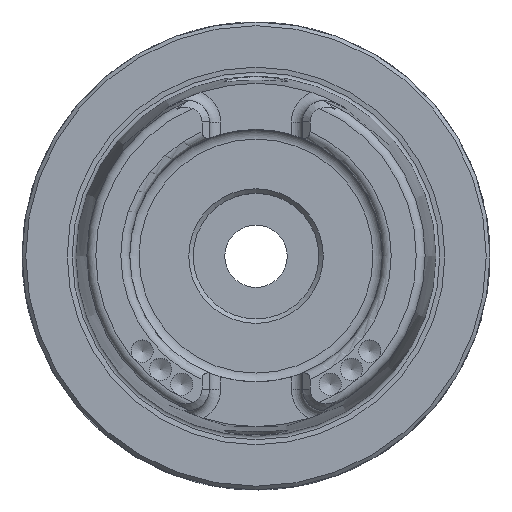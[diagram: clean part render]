
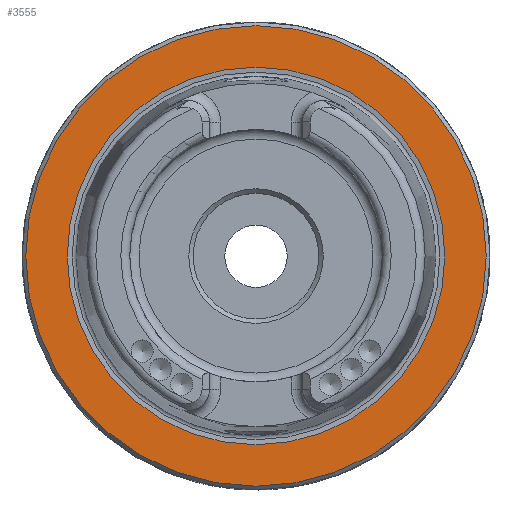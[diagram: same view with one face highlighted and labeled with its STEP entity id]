
A CAD part, top view. The second image highlights one B-rep face of the part: STEP entity #3555.
In plain terms, the highlighted planar face has unit normal (0, 0, 1).
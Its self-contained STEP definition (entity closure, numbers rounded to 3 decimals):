
#406=PLANE('',#3835);
#870=ORIENTED_EDGE('',*,*,#1333,.T.);
#871=ORIENTED_EDGE('',*,*,#1331,.F.);
#1331=EDGE_CURVE('',#1585,#1585,#1716,.T.);
#1333=EDGE_CURVE('',#1587,#1587,#1718,.T.);
#1585=VERTEX_POINT('',#5677);
#1587=VERTEX_POINT('',#5682);
#1716=CIRCLE('',#3833,25.418);
#1718=CIRCLE('',#3836,31.);
#1921=EDGE_LOOP('',(#870));
#1922=EDGE_LOOP('',(#871));
#2174=FACE_BOUND('',#1921,.T.);
#2175=FACE_BOUND('',#1922,.T.);
#3555=ADVANCED_FACE('',(#2174,#2175),#406,.T.);
#3833=AXIS2_PLACEMENT_3D('',#5676,#4459,#4460);
#3835=AXIS2_PLACEMENT_3D('',#5680,#4463,#4464);
#3836=AXIS2_PLACEMENT_3D('',#5681,#4465,#4466);
#4459=DIRECTION('',(0.,0.,1.));
#4460=DIRECTION('',(1.,0.,0.));
#4463=DIRECTION('',(0.,0.,1.));
#4464=DIRECTION('',(1.,0.,0.));
#4465=DIRECTION('',(0.,0.,1.));
#4466=DIRECTION('',(1.,0.,0.));
#5676=CARTESIAN_POINT('',(0.,0.,0.));
#5677=CARTESIAN_POINT('',(25.418,0.,0.));
#5680=CARTESIAN_POINT('',(31.,0.,0.));
#5681=CARTESIAN_POINT('',(0.,0.,0.));
#5682=CARTESIAN_POINT('',(31.,0.,0.));
